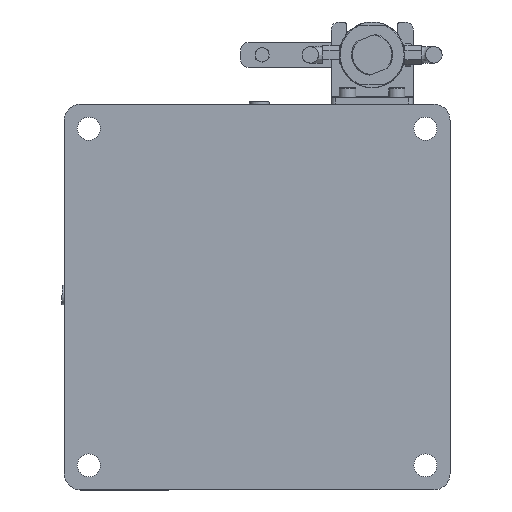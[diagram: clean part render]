
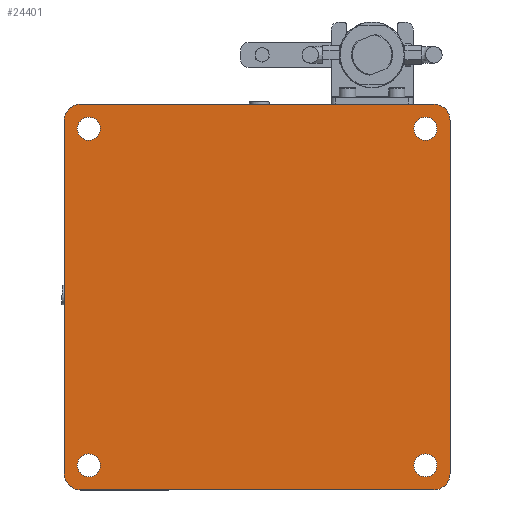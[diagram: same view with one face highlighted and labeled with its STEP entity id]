
A CAD part, left-side view. The second image highlights one B-rep face of the part: STEP entity #24401.
In plain terms, the highlighted planar face has unit normal (-1, 0, 0).
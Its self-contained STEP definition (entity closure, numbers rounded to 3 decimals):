
#58 = DIRECTION ( 'NONE',  ( 0., 0., 1. ) ) ;
#184 = FACE_BOUND ( 'NONE', #24961, .T. ) ;
#267 = VERTEX_POINT ( 'NONE', #14850 ) ;
#274 = AXIS2_PLACEMENT_3D ( 'NONE', #8655, #12070, #16395 ) ;
#391 = ORIENTED_EDGE ( 'NONE', *, *, #632, .T. ) ;
#523 = LINE ( 'NONE', #4230, #21189 ) ;
#632 = EDGE_CURVE ( 'NONE', #10797, #11279, #17345, .T. ) ;
#1094 = DIRECTION ( 'NONE',  ( 0., 0., 1. ) ) ;
#1311 = VERTEX_POINT ( 'NONE', #19528 ) ;
#1688 = DIRECTION ( 'NONE',  ( 0., 0., 1. ) ) ;
#1971 = DIRECTION ( 'NONE',  ( -1., 0., 0. ) ) ;
#2000 = ORIENTED_EDGE ( 'NONE', *, *, #18579, .T. ) ;
#2973 = EDGE_LOOP ( 'NONE', ( #22254, #14530, #4603, #391, #13302, #12331, #16971, #12708 ) ) ;
#3325 = VECTOR ( 'NONE', #8746, 1000. ) ;
#3395 = CARTESIAN_POINT ( 'NONE',  ( 401.43, 117.5, 591.609 ) ) ;
#3592 = DIRECTION ( 'NONE',  ( 1., 0., 0. ) ) ;
#3597 = CARTESIAN_POINT ( 'NONE',  ( 401.43, -102.5, 489.109 ) ) ;
#3655 = EDGE_CURVE ( 'NONE', #5692, #1311, #5072, .T. ) ;
#3709 = EDGE_LOOP ( 'NONE', ( #20944 ) ) ;
#3881 = CARTESIAN_POINT ( 'NONE',  ( 401.43, 0., 591.609 ) ) ;
#4027 = VECTOR ( 'NONE', #1094, 1000. ) ;
#4230 = CARTESIAN_POINT ( 'NONE',  ( 401.43, 0., 474.109 ) ) ;
#4463 = CARTESIAN_POINT ( 'NONE',  ( 401.43, -102.5, 701.109 ) ) ;
#4486 = DIRECTION ( 'NONE',  ( -1., 0., 0. ) ) ;
#4576 = EDGE_CURVE ( 'NONE', #13065, #5970, #8358, .T. ) ;
#4603 = ORIENTED_EDGE ( 'NONE', *, *, #24052, .T. ) ;
#4793 = LINE ( 'NONE', #3395, #3325 ) ;
#4908 = LINE ( 'NONE', #6453, #4027 ) ;
#5072 = CIRCLE ( 'NONE', #20110, 10. ) ;
#5591 = VERTEX_POINT ( 'NONE', #20595 ) ;
#5692 = VERTEX_POINT ( 'NONE', #8393 ) ;
#5970 = VERTEX_POINT ( 'NONE', #11925 ) ;
#6042 = FACE_BOUND ( 'NONE', #17282, .T. ) ;
#6097 = CARTESIAN_POINT ( 'NONE',  ( 401.43, -102.5, 694.109 ) ) ;
#6215 = CIRCLE ( 'NONE', #9862, 7. ) ;
#6227 = VERTEX_POINT ( 'NONE', #11677 ) ;
#6453 = CARTESIAN_POINT ( 'NONE',  ( 401.43, -117.5, 591.609 ) ) ;
#6532 = DIRECTION ( 'NONE',  ( 1., 0., 0. ) ) ;
#6769 = CARTESIAN_POINT ( 'NONE',  ( 401.43, -107.5, 484.109 ) ) ;
#7139 = DIRECTION ( 'NONE',  ( 0., 0., 1. ) ) ;
#7401 = CARTESIAN_POINT ( 'NONE',  ( 401.43, 0., 709.109 ) ) ;
#8298 = DIRECTION ( 'NONE',  ( 0., -1., 0. ) ) ;
#8358 = CIRCLE ( 'NONE', #16459, 10. ) ;
#8393 = CARTESIAN_POINT ( 'NONE',  ( 401.43, 107.5, 709.109 ) ) ;
#8493 = EDGE_CURVE ( 'NONE', #15458, #13065, #523, .T. ) ;
#8655 = CARTESIAN_POINT ( 'NONE',  ( 401.43, -107.5, 699.109 ) ) ;
#8696 = DIRECTION ( 'NONE',  ( -1., 0., 0. ) ) ;
#8746 = DIRECTION ( 'NONE',  ( 0., 0., -1. ) ) ;
#8854 = EDGE_CURVE ( 'NONE', #18306, #18306, #17082, .T. ) ;
#9070 = CIRCLE ( 'NONE', #13915, 7. ) ;
#9650 = DIRECTION ( 'NONE',  ( 1., 0., 0. ) ) ;
#9777 = AXIS2_PLACEMENT_3D ( 'NONE', #6097, #9650, #17782 ) ;
#9862 = AXIS2_PLACEMENT_3D ( 'NONE', #3597, #20643, #10976 ) ;
#10797 = VERTEX_POINT ( 'NONE', #17162 ) ;
#10951 = DIRECTION ( 'NONE',  ( 0., 0., 1. ) ) ;
#10976 = DIRECTION ( 'NONE',  ( 0., 0., 1. ) ) ;
#11279 = VERTEX_POINT ( 'NONE', #12536 ) ;
#11677 = CARTESIAN_POINT ( 'NONE',  ( 401.43, 102.5, 701.109 ) ) ;
#11871 = ORIENTED_EDGE ( 'NONE', *, *, #8854, .T. ) ;
#11925 = CARTESIAN_POINT ( 'NONE',  ( 401.43, -117.5, 484.109 ) ) ;
#12070 = DIRECTION ( 'NONE',  ( -1., 0., 0. ) ) ;
#12331 = ORIENTED_EDGE ( 'NONE', *, *, #3655, .T. ) ;
#12357 = CARTESIAN_POINT ( 'NONE',  ( 401.43, 107.5, 699.109 ) ) ;
#12363 = CARTESIAN_POINT ( 'NONE',  ( 401.43, 102.5, 489.109 ) ) ;
#12434 = CARTESIAN_POINT ( 'NONE',  ( 401.43, -107.5, 474.109 ) ) ;
#12536 = CARTESIAN_POINT ( 'NONE',  ( 401.43, -107.5, 709.109 ) ) ;
#12708 = ORIENTED_EDGE ( 'NONE', *, *, #15148, .T. ) ;
#13065 = VERTEX_POINT ( 'NONE', #12434 ) ;
#13225 = DIRECTION ( 'NONE',  ( 0., 1., 0. ) ) ;
#13302 = ORIENTED_EDGE ( 'NONE', *, *, #21450, .T. ) ;
#13654 = FACE_BOUND ( 'NONE', #15223, .T. ) ;
#13915 = AXIS2_PLACEMENT_3D ( 'NONE', #12363, #6532, #21913 ) ;
#14261 = CARTESIAN_POINT ( 'NONE',  ( 401.43, 107.5, 484.109 ) ) ;
#14530 = ORIENTED_EDGE ( 'NONE', *, *, #4576, .T. ) ;
#14689 = ORIENTED_EDGE ( 'NONE', *, *, #16864, .T. ) ;
#14850 = CARTESIAN_POINT ( 'NONE',  ( 401.43, 117.5, 484.109 ) ) ;
#15105 = AXIS2_PLACEMENT_3D ( 'NONE', #21011, #3592, #1688 ) ;
#15148 = EDGE_CURVE ( 'NONE', #267, #15458, #19164, .T. ) ;
#15223 = EDGE_LOOP ( 'NONE', ( #14689 ) ) ;
#15345 = CARTESIAN_POINT ( 'NONE',  ( 401.43, 107.5, 474.109 ) ) ;
#15458 = VERTEX_POINT ( 'NONE', #15345 ) ;
#15892 = AXIS2_PLACEMENT_3D ( 'NONE', #14261, #8696, #10951 ) ;
#16166 = FACE_BOUND ( 'NONE', #3709, .T. ) ;
#16395 = DIRECTION ( 'NONE',  ( 0., 0., 1. ) ) ;
#16459 = AXIS2_PLACEMENT_3D ( 'NONE', #6769, #20489, #7139 ) ;
#16864 = EDGE_CURVE ( 'NONE', #5591, #5591, #6215, .T. ) ;
#16971 = ORIENTED_EDGE ( 'NONE', *, *, #20558, .T. ) ;
#17047 = LINE ( 'NONE', #7401, #24475 ) ;
#17082 = CIRCLE ( 'NONE', #9777, 7. ) ;
#17162 = CARTESIAN_POINT ( 'NONE',  ( 401.43, -117.5, 699.109 ) ) ;
#17282 = EDGE_LOOP ( 'NONE', ( #11871 ) ) ;
#17345 = CIRCLE ( 'NONE', #274, 10. ) ;
#17616 = FACE_OUTER_BOUND ( 'NONE', #2973, .T. ) ;
#17782 = DIRECTION ( 'NONE',  ( 0., 0., 1. ) ) ;
#18306 = VERTEX_POINT ( 'NONE', #4463 ) ;
#18579 = EDGE_CURVE ( 'NONE', #6227, #6227, #24068, .T. ) ;
#19164 = CIRCLE ( 'NONE', #15892, 10. ) ;
#19528 = CARTESIAN_POINT ( 'NONE',  ( 401.43, 117.5, 699.109 ) ) ;
#20110 = AXIS2_PLACEMENT_3D ( 'NONE', #12357, #4486, #23929 ) ;
#20121 = PLANE ( 'NONE',  #24323 ) ;
#20489 = DIRECTION ( 'NONE',  ( -1., 0., 0. ) ) ;
#20558 = EDGE_CURVE ( 'NONE', #1311, #267, #4793, .T. ) ;
#20595 = CARTESIAN_POINT ( 'NONE',  ( 401.43, -102.5, 496.109 ) ) ;
#20643 = DIRECTION ( 'NONE',  ( 1., 0., 0. ) ) ;
#20944 = ORIENTED_EDGE ( 'NONE', *, *, #22091, .T. ) ;
#21011 = CARTESIAN_POINT ( 'NONE',  ( 401.43, 102.5, 694.109 ) ) ;
#21189 = VECTOR ( 'NONE', #8298, 1000. ) ;
#21450 = EDGE_CURVE ( 'NONE', #11279, #5692, #17047, .T. ) ;
#21913 = DIRECTION ( 'NONE',  ( 0., 0., 1. ) ) ;
#22091 = EDGE_CURVE ( 'NONE', #23492, #23492, #9070, .T. ) ;
#22254 = ORIENTED_EDGE ( 'NONE', *, *, #8493, .T. ) ;
#23492 = VERTEX_POINT ( 'NONE', #23622 ) ;
#23622 = CARTESIAN_POINT ( 'NONE',  ( 401.43, 102.5, 496.109 ) ) ;
#23929 = DIRECTION ( 'NONE',  ( 0., 0., 1. ) ) ;
#24052 = EDGE_CURVE ( 'NONE', #5970, #10797, #4908, .T. ) ;
#24068 = CIRCLE ( 'NONE', #15105, 7. ) ;
#24323 = AXIS2_PLACEMENT_3D ( 'NONE', #3881, #1971, #58 ) ;
#24401 = ADVANCED_FACE ( 'NONE', ( #16166, #6042, #17616, #13654, #184 ), #20121, .T. ) ;
#24475 = VECTOR ( 'NONE', #13225, 1000. ) ;
#24961 = EDGE_LOOP ( 'NONE', ( #2000 ) ) ;
